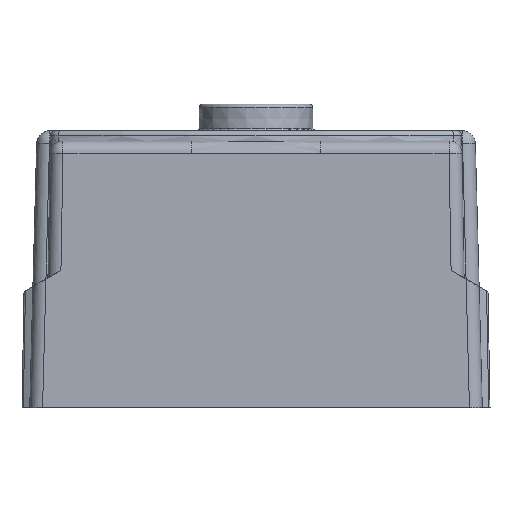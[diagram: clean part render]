
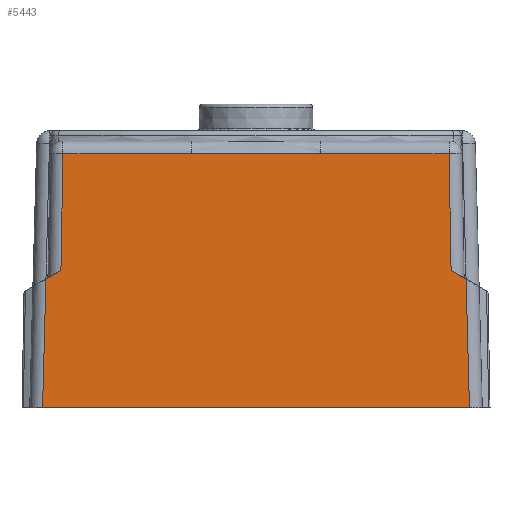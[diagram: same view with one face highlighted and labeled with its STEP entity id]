
A CAD part, front view. The second image highlights one B-rep face of the part: STEP entity #5443.
In plain terms, the highlighted planar face has unit normal (0, -1, 0.026).
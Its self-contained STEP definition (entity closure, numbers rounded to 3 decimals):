
#2112=FACE_OUTER_BOUND('',#6666,.T.);
#2658=B_SPLINE_CURVE_WITH_KNOTS('',3,(#17759,#17760,#17761,#17762,#17763,
#17764),.UNSPECIFIED.,.F.,.F.,(4,2,4),(0.,0.5,1.),.UNSPECIFIED.);
#2927=LINE('',#17748,#4238);
#2928=LINE('',#17751,#4239);
#2929=LINE('',#17753,#4240);
#2930=LINE('',#17755,#4241);
#2931=LINE('',#17757,#4242);
#2932=LINE('',#17766,#4243);
#2933=LINE('',#17768,#4244);
#2934=LINE('',#17770,#4245);
#2935=LINE('',#17772,#4246);
#4238=VECTOR('',#14592,1.);
#4239=VECTOR('',#14593,1.);
#4240=VECTOR('',#14594,1.);
#4241=VECTOR('',#14595,1.);
#4242=VECTOR('',#14596,1.);
#4243=VECTOR('',#14597,1.);
#4244=VECTOR('',#14598,1.);
#4245=VECTOR('',#14599,1.);
#4246=VECTOR('',#14600,1.);
#5443=ADVANCED_FACE('',(#2112),#6062,.T.);
#6062=PLANE('',#13523);
#6666=EDGE_LOOP('',(#7539,#7540,#7541,#7542,#7543,#7544,#7545,#7546,#7547,
#7548));
#7539=ORIENTED_EDGE('',*,*,#11823,.T.);
#7540=ORIENTED_EDGE('',*,*,#11824,.T.);
#7541=ORIENTED_EDGE('',*,*,#11825,.F.);
#7542=ORIENTED_EDGE('',*,*,#11826,.T.);
#7543=ORIENTED_EDGE('',*,*,#11827,.T.);
#7544=ORIENTED_EDGE('',*,*,#11828,.T.);
#7545=ORIENTED_EDGE('',*,*,#11829,.T.);
#7546=ORIENTED_EDGE('',*,*,#11830,.T.);
#7547=ORIENTED_EDGE('',*,*,#11831,.F.);
#7548=ORIENTED_EDGE('',*,*,#11832,.T.);
#10735=VERTEX_POINT('',#17749);
#10736=VERTEX_POINT('',#17750);
#10737=VERTEX_POINT('',#17752);
#10738=VERTEX_POINT('',#17754);
#10739=VERTEX_POINT('',#17756);
#10740=VERTEX_POINT('',#17758);
#10741=VERTEX_POINT('',#17765);
#10742=VERTEX_POINT('',#17767);
#10743=VERTEX_POINT('',#17769);
#10744=VERTEX_POINT('',#17771);
#11823=EDGE_CURVE('',#10735,#10736,#2927,.T.);
#11824=EDGE_CURVE('',#10736,#10737,#2928,.T.);
#11825=EDGE_CURVE('',#10738,#10737,#2929,.T.);
#11826=EDGE_CURVE('',#10738,#10739,#2930,.T.);
#11827=EDGE_CURVE('',#10739,#10740,#2931,.T.);
#11828=EDGE_CURVE('',#10740,#10741,#2658,.T.);
#11829=EDGE_CURVE('',#10741,#10742,#2932,.T.);
#11830=EDGE_CURVE('',#10742,#10743,#2933,.T.);
#11831=EDGE_CURVE('',#10744,#10743,#2934,.T.);
#11832=EDGE_CURVE('',#10744,#10735,#2935,.T.);
#13523=AXIS2_PLACEMENT_3D('',#17773,#14601,#14602);
#14592=DIRECTION('',(1.,0.,0.));
#14593=DIRECTION('',(-0.026,0.026,0.999));
#14594=DIRECTION('',(0.866,-0.013,-0.5));
#14595=DIRECTION('',(-0.017,0.026,1.));
#14596=DIRECTION('',(-1.,0.,0.));
#14597=DIRECTION('',(-1.,0.,0.));
#14598=DIRECTION('',(-0.017,-0.026,-1.));
#14599=DIRECTION('',(0.866,0.013,0.5));
#14600=DIRECTION('',(-0.026,-0.026,-0.999));
#14601=DIRECTION('',(0.,-1.,0.026));
#14602=DIRECTION('',(0.,-0.026,-1.));
#17748=CARTESIAN_POINT('',(41.25,-2.85,-182.));
#17749=CARTESIAN_POINT('',(-0.251,-2.85,-182.));
#17750=CARTESIAN_POINT('',(82.751,-2.85,-182.));
#17751=CARTESIAN_POINT('',(82.722,-2.822,-180.915));
#17752=CARTESIAN_POINT('',(82.095,-2.194,-156.94));
#17753=CARTESIAN_POINT('',(62.323,-1.895,-145.525));
#17754=CARTESIAN_POINT('',(79.182,-2.15,-155.259));
#17755=CARTESIAN_POINT('',(78.744,-1.492,-130.144));
#17756=CARTESIAN_POINT('',(78.786,-1.555,-132.535));
#17757=CARTESIAN_POINT('',(41.25,-1.555,-132.535));
#17758=CARTESIAN_POINT('',(53.83,-1.555,-132.535));
#17759=CARTESIAN_POINT('',(53.83,-1.555,-132.535));
#17760=CARTESIAN_POINT('',(49.636,-1.555,-132.535));
#17761=CARTESIAN_POINT('',(45.443,-1.551,-132.404));
#17762=CARTESIAN_POINT('',(37.056,-1.551,-132.404));
#17763=CARTESIAN_POINT('',(32.863,-1.555,-132.535));
#17764=CARTESIAN_POINT('',(28.67,-1.555,-132.535));
#17765=CARTESIAN_POINT('',(28.67,-1.555,-132.535));
#17766=CARTESIAN_POINT('',(41.25,-1.555,-132.535));
#17767=CARTESIAN_POINT('',(3.714,-1.555,-132.535));
#17768=CARTESIAN_POINT('',(3.262,-2.233,-158.449));
#17769=CARTESIAN_POINT('',(3.318,-2.15,-155.259));
#17770=CARTESIAN_POINT('',(20.177,-1.895,-145.525));
#17771=CARTESIAN_POINT('',(0.405,-2.194,-156.94));
#17772=CARTESIAN_POINT('',(-0.222,-2.822,-180.915));
#17773=CARTESIAN_POINT('',(41.25,-2.85,-182.));
